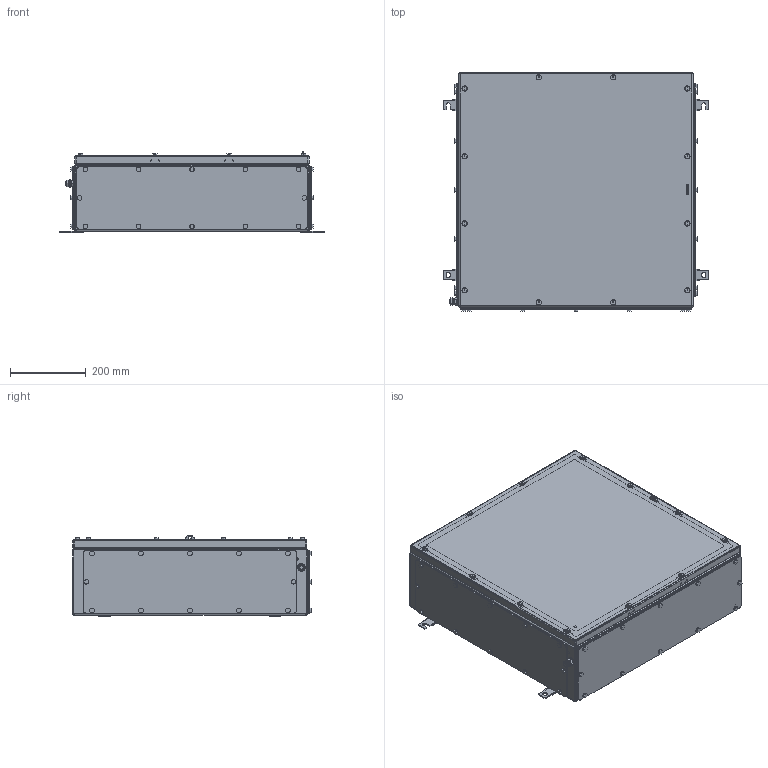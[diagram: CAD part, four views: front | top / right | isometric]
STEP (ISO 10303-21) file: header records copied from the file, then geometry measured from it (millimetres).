
FILE_DESCRIPTION(('CATIA V5 STEP Exchange','CAx-IF Rec.Pracs.--- Model Styling and Organization---1.4--- 2014-01-23'),'2;1');
FILE_NAME ('1523479-3_1_8000108866_8000108866_KTB_MH_626220_S4E3_LD.stp','2023-10-19T08:16:01+00:00',('none'),('Weidmueller'),'CATIA Version 5-6 Release 2016 SP3 HF44','CATIA V5 STEP AP214','none');
FILE_SCHEMA(('AUTOMOTIVE_DESIGN { 1 0 10303 214 1 1 1 1 }'));
Products named in the file (1): 8000108866 KTB MH 626220 S4E3
Bounding box: 701 x 631 x 215 mm (x, y, z)
Volume: 3061533.6 mm3; surface area: 3274219.6 mm2
Topology: 106 solids, 107 shells, 3226 faces, 7990 edges, 5155 vertices
Faces by surface type: plane 1603, cylinder 1337, cone 242, bspline 20, torus 16, sphere 8
Entity records: 106432 total; most frequent: CARTESIAN_POINT 31240, ORIENTED_EDGE 15752, DIRECTION 13389, EDGE_CURVE 7876, AXIS2_PLACEMENT_3D 5339, VERTEX_POINT 5155, VECTOR 4852, LINE 4852
